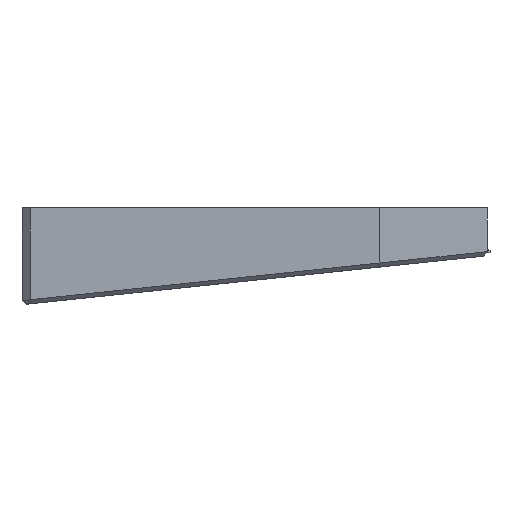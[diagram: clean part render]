
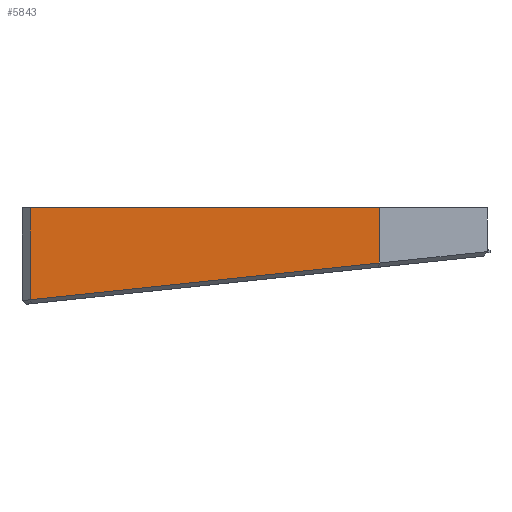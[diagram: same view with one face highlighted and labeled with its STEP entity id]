
A CAD part, left-side view. The second image highlights one B-rep face of the part: STEP entity #5843.
In plain terms, the highlighted planar face has unit normal (-1, 0, 0).
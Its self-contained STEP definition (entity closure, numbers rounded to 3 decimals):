
#808=FACE_OUTER_BOUND('',#1099,.T.);
#1099=EDGE_LOOP('',(#4096,#4097,#4098,#4099));
#1661=LINE('',#8612,#2166);
#1678=LINE('',#8644,#2183);
#1680=LINE('',#8648,#2185);
#1681=LINE('',#8649,#2186);
#2166=VECTOR('',#6833,10.);
#2183=VECTOR('',#6858,10.);
#2185=VECTOR('',#6862,10.);
#2186=VECTOR('',#6863,10.);
#2666=VERTEX_POINT('',#8610);
#2667=VERTEX_POINT('',#8611);
#2678=VERTEX_POINT('',#8643);
#2679=VERTEX_POINT('',#8647);
#3225=EDGE_CURVE('',#2666,#2667,#1661,.T.);
#3242=EDGE_CURVE('',#2667,#2678,#1678,.T.);
#3244=EDGE_CURVE('',#2666,#2679,#1680,.T.);
#3245=EDGE_CURVE('',#2678,#2679,#1681,.T.);
#4096=ORIENTED_EDGE('',*,*,#3225,.F.);
#4097=ORIENTED_EDGE('',*,*,#3244,.T.);
#4098=ORIENTED_EDGE('',*,*,#3245,.F.);
#4099=ORIENTED_EDGE('',*,*,#3242,.F.);
#5717=PLANE('',#6173);
#5843=ADVANCED_FACE('',(#808),#5717,.T.);
#6173=AXIS2_PLACEMENT_3D('',#8646,#6860,#6861);
#6833=DIRECTION('',(0.,0.995,-0.105));
#6858=DIRECTION('',(0.,0.,1.));
#6860=DIRECTION('center_axis',(-1.,0.,0.));
#6861=DIRECTION('ref_axis',(0.,-1.,0.));
#6862=DIRECTION('',(0.,0.,1.));
#6863=DIRECTION('',(0.,-1.,0.));
#8610=CARTESIAN_POINT('',(-33.522,-80.241,-2.561));
#8611=CARTESIAN_POINT('',(-33.522,5.509,-11.573));
#8612=CARTESIAN_POINT('',(-33.522,-22.363,-8.644));
#8643=CARTESIAN_POINT('',(-33.522,5.509,11.));
#8644=CARTESIAN_POINT('',(-33.522,5.509,-2.));
#8646=CARTESIAN_POINT('Origin',(-33.522,5.509,-2.));
#8647=CARTESIAN_POINT('',(-33.522,-80.241,11.));
#8648=CARTESIAN_POINT('',(-33.522,-80.241,-2.));
#8649=CARTESIAN_POINT('',(-33.522,-80.241,11.));
